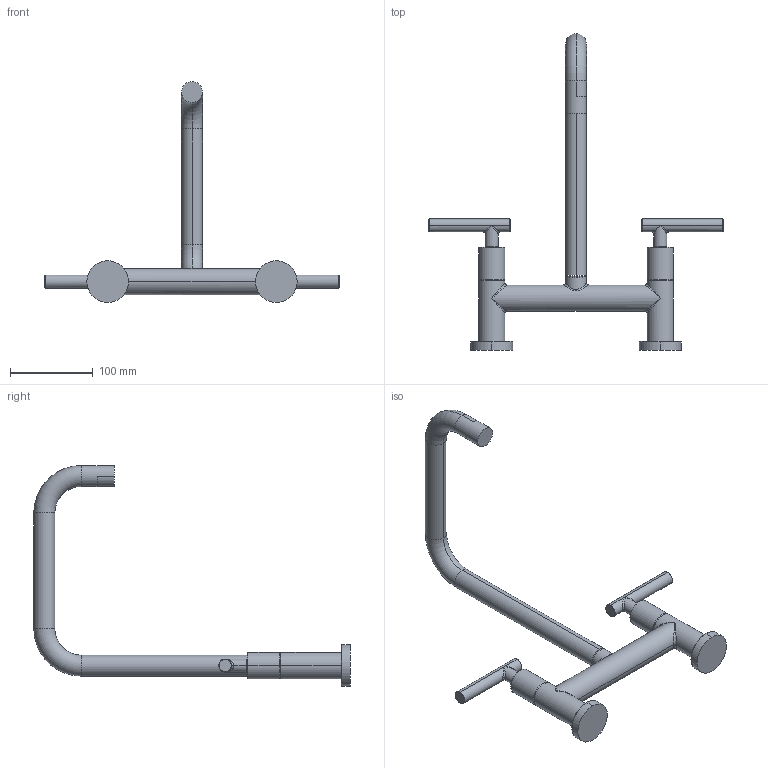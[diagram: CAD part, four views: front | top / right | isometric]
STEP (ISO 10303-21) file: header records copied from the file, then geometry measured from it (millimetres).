
FILE_DESCRIPTION((''),'2;1');
FILE_NAME('1400-5403','2021-02-25T15:48:15',('rsmith'),(''),'CREO PARAMETRIC BY PTC INC, 2018400','CREO PARAMETRIC BY PTC INC, 2018400','');
FILE_SCHEMA(('AUTOMOTIVE_DESIGN { 1 0 10303 214 1 1 1 1 }'));
Length unit declared in the file: inch
Products named in the file (1): 1400-5403
Bounding box: 355.04 x 381.48 x 266.45 mm (x, y, z)
Volume: 694323.6 mm3; surface area: 108806.5 mm2
Topology: 4 solids, 4 shells, 96 faces, 191 edges, 106 vertices
Faces by surface type: cylinder 34, bspline 18, cone 16, plane 16, torus 12
Entity records: 6267 total; most frequent: CARTESIAN_POINT 2663, DIRECTION 409, ORIENTED_EDGE 382, PRESENTATION_STYLE_ASSIGNMENT 291, STYLED_ITEM 195, CURVE_STYLE 191, EDGE_CURVE 191, AXIS2_PLACEMENT_3D 176
